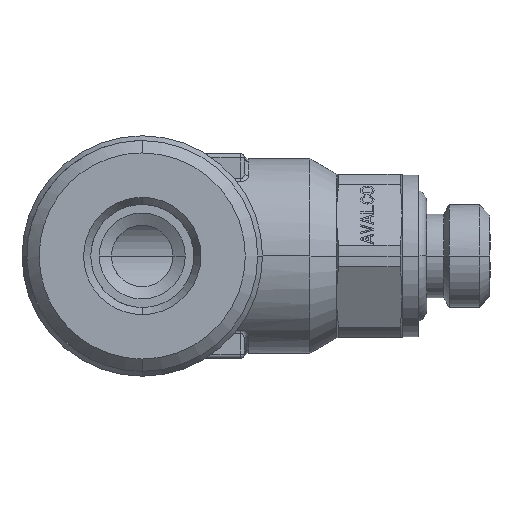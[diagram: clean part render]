
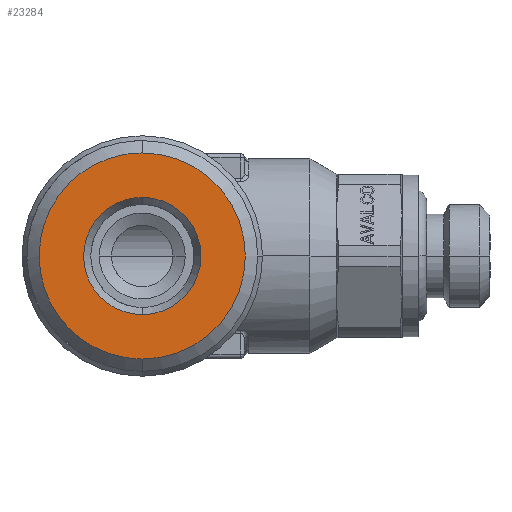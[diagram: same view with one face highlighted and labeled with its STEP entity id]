
A CAD part, left-side view. The second image highlights one B-rep face of the part: STEP entity #23284.
In plain terms, the highlighted planar face has unit normal (-1, 0, 0).
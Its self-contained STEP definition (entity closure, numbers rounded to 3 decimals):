
#23100=CARTESIAN_POINT('Axis2P3D Location',(-17.02,0.,0.)) ;
#23104=CARTESIAN_POINT('Vertex',(-17.02,0.,-2.866)) ;
#23106=CARTESIAN_POINT('Vertex',(-17.02,0.,2.866)) ;
#23210=CARTESIAN_POINT('Axis2P3D Location',(-17.02,0.,0.)) ;
#23216=CARTESIAN_POINT('Control Point',(-17.02,0.,-5.04)) ;
#23217=CARTESIAN_POINT('Control Point',(-17.02,0.482,-5.04)) ;
#23218=CARTESIAN_POINT('Control Point',(-17.02,0.964,-4.982)) ;
#23219=CARTESIAN_POINT('Control Point',(-17.02,1.437,-4.867)) ;
#23220=CARTESIAN_POINT('Control Point',(-17.02,2.345,-4.526)) ;
#23221=CARTESIAN_POINT('Control Point',(-17.02,3.148,-3.98)) ;
#23222=CARTESIAN_POINT('Control Point',(-17.02,3.515,-3.661)) ;
#23223=CARTESIAN_POINT('Control Point',(-17.02,4.165,-2.939)) ;
#23224=CARTESIAN_POINT('Control Point',(-17.02,4.626,-2.086)) ;
#23225=CARTESIAN_POINT('Control Point',(-17.02,4.805,-1.633)) ;
#23226=CARTESIAN_POINT('Control Point',(-17.02,5.05,-0.694)) ;
#23227=CARTESIAN_POINT('Control Point',(-17.02,5.067,0.277)) ;
#23228=CARTESIAN_POINT('Control Point',(-17.02,5.017,0.761)) ;
#23229=CARTESIAN_POINT('Control Point',(-17.02,4.803,1.708)) ;
#23230=CARTESIAN_POINT('Control Point',(-17.02,4.372,2.577)) ;
#23231=CARTESIAN_POINT('Control Point',(-17.02,4.105,2.984)) ;
#23232=CARTESIAN_POINT('Control Point',(-17.02,3.479,3.726)) ;
#23233=CARTESIAN_POINT('Control Point',(-17.02,2.696,4.299)) ;
#23234=CARTESIAN_POINT('Control Point',(-17.02,2.272,4.538)) ;
#23235=CARTESIAN_POINT('Control Point',(-17.02,1.567,4.829)) ;
#23236=CARTESIAN_POINT('Control Point',(-17.02,0.824,4.984)) ;
#23237=CARTESIAN_POINT('Control Point',(-17.02,0.55,5.021)) ;
#23238=CARTESIAN_POINT('Control Point',(-17.02,0.275,5.04)) ;
#23239=CARTESIAN_POINT('Control Point',(-17.02,0.,5.04)) ;
#23240=CARTESIAN_POINT('Vertex',(-17.02,0.,-5.04)) ;
#23242=CARTESIAN_POINT('Vertex',(-17.02,0.,5.04)) ;
#23245=CARTESIAN_POINT('Axis2P3D Location',(-17.02,0.,0.)) ;
#23255=CARTESIAN_POINT('Control Point',(-17.02,0.,-2.866)) ;
#23256=CARTESIAN_POINT('Control Point',(-17.02,0.273,-2.866)) ;
#23257=CARTESIAN_POINT('Control Point',(-17.02,0.545,-2.834)) ;
#23258=CARTESIAN_POINT('Control Point',(-17.02,0.813,-2.769)) ;
#23259=CARTESIAN_POINT('Control Point',(-17.02,1.327,-2.577)) ;
#23260=CARTESIAN_POINT('Control Point',(-17.02,1.782,-2.27)) ;
#23261=CARTESIAN_POINT('Control Point',(-17.02,1.99,-2.09)) ;
#23262=CARTESIAN_POINT('Control Point',(-17.02,2.36,-1.684)) ;
#23263=CARTESIAN_POINT('Control Point',(-17.02,2.623,-1.203)) ;
#23264=CARTESIAN_POINT('Control Point',(-17.02,2.726,-0.947)) ;
#23265=CARTESIAN_POINT('Control Point',(-17.02,2.869,-0.417)) ;
#23266=CARTESIAN_POINT('Control Point',(-17.02,2.883,0.132)) ;
#23267=CARTESIAN_POINT('Control Point',(-17.02,2.857,0.406)) ;
#23268=CARTESIAN_POINT('Control Point',(-17.02,2.741,0.942)) ;
#23269=CARTESIAN_POINT('Control Point',(-17.02,2.503,1.437)) ;
#23270=CARTESIAN_POINT('Control Point',(-17.02,2.355,1.669)) ;
#23271=CARTESIAN_POINT('Control Point',(-17.02,2.006,2.093)) ;
#23272=CARTESIAN_POINT('Control Point',(-17.02,1.568,2.423)) ;
#23273=CARTESIAN_POINT('Control Point',(-17.02,1.33,2.561)) ;
#23274=CARTESIAN_POINT('Control Point',(-17.02,0.925,2.736)) ;
#23275=CARTESIAN_POINT('Control Point',(-17.02,0.496,2.831)) ;
#23276=CARTESIAN_POINT('Control Point',(-17.02,0.331,2.854)) ;
#23277=CARTESIAN_POINT('Control Point',(-17.02,0.166,2.866)) ;
#23278=CARTESIAN_POINT('Control Point',(-17.02,0.,2.866)) ;
#23101=DIRECTION('Axis2P3D Direction',(-1.,0.,0.)) ;
#23211=DIRECTION('Axis2P3D Direction',(-1.,0.,0.)) ;
#23212=DIRECTION('Axis2P3D XDirection',(0.,0.,1.)) ;
#23246=DIRECTION('Axis2P3D Direction',(-1.,0.,0.)) ;
#23102=AXIS2_PLACEMENT_3D('Circle Axis2P3D',#23100,#23101,$) ;
#23213=AXIS2_PLACEMENT_3D('Plane Axis2P3D',#23210,#23211,#23212) ;
#23247=AXIS2_PLACEMENT_3D('Circle Axis2P3D',#23245,#23246,$) ;
#23251=ORIENTED_EDGE('',*,*,#23244,.F.) ;
#23252=ORIENTED_EDGE('',*,*,#23249,.T.) ;
#23281=ORIENTED_EDGE('',*,*,#23108,.F.) ;
#23282=ORIENTED_EDGE('',*,*,#23279,.T.) ;
#23283=FACE_BOUND('',#23280,.T.) ;
#23284=ADVANCED_FACE('CN507B-04M5H',(#23253,#23283),#23214,.T.) ;
#23215=B_SPLINE_CURVE_WITH_KNOTS('',5,(#23216,#23217,#23218,#23219,#23220,#23221,#23222,#23223,#23224,#23225,#23226,#23227,#23228,#23229,#23230,#23231,#23232,#23233,#23234,#23235,#23236,#23237,#23238,#23239),.UNSPECIFIED.,.F.,.U.,(6,3,3,3,3,3,3,6),(0.,3.408,6.815,10.223,13.631,17.038,20.446,22.392),.UNSPECIFIED.) ;
#23254=B_SPLINE_CURVE_WITH_KNOTS('',5,(#23255,#23256,#23257,#23258,#23259,#23260,#23261,#23262,#23263,#23264,#23265,#23266,#23267,#23268,#23269,#23270,#23271,#23272,#23273,#23274,#23275,#23276,#23277,#23278),.UNSPECIFIED.,.F.,.U.,(6,3,3,3,3,3,3,6),(0.,1.927,3.855,5.782,7.71,9.637,11.564,12.735),.UNSPECIFIED.) ;
#23103=CIRCLE('generated circle',#23102,2.866) ;
#23248=CIRCLE('generated circle',#23247,5.04) ;
#23108=EDGE_CURVE('',#23105,#23107,#23103,.T.) ;
#23244=EDGE_CURVE('',#23241,#23243,#23215,.T.) ;
#23249=EDGE_CURVE('',#23241,#23243,#23248,.T.) ;
#23279=EDGE_CURVE('',#23105,#23107,#23254,.T.) ;
#23250=EDGE_LOOP('',(#23251,#23252)) ;
#23280=EDGE_LOOP('',(#23281,#23282)) ;
#23253=FACE_OUTER_BOUND('',#23250,.T.) ;
#23214=PLANE('',#23213) ;
#23105=VERTEX_POINT('',#23104) ;
#23107=VERTEX_POINT('',#23106) ;
#23241=VERTEX_POINT('',#23240) ;
#23243=VERTEX_POINT('',#23242) ;
